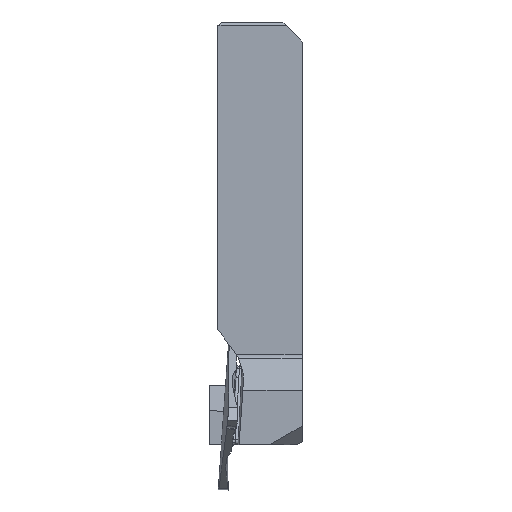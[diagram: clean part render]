
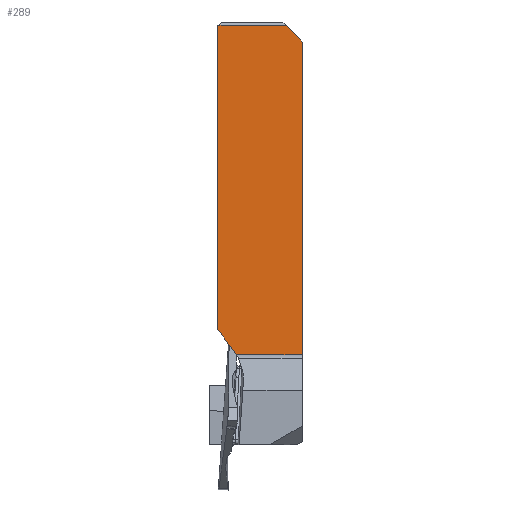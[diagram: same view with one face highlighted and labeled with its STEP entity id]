
A CAD part, front view. The second image highlights one B-rep face of the part: STEP entity #289.
In plain terms, the highlighted planar face has unit normal (0, -1, 0).
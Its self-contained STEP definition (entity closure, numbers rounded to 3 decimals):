
#289=ADVANCED_FACE('',(#490),#421,.T.);
#421=PLANE('',#2528);
#490=FACE_OUTER_BOUND('',#624,.T.);
#624=EDGE_LOOP('',(#859,#860,#861,#862,#863,#864,#865,#866));
#859=ORIENTED_EDGE('',*,*,#1752,.F.);
#860=ORIENTED_EDGE('',*,*,#1753,.F.);
#861=ORIENTED_EDGE('',*,*,#1754,.T.);
#862=ORIENTED_EDGE('',*,*,#1755,.T.);
#863=ORIENTED_EDGE('',*,*,#1756,.F.);
#864=ORIENTED_EDGE('',*,*,#1757,.T.);
#865=ORIENTED_EDGE('',*,*,#1733,.T.);
#866=ORIENTED_EDGE('',*,*,#1758,.T.);
#1513=VERTEX_POINT('',#3425);
#1514=VERTEX_POINT('',#3427);
#1524=VERTEX_POINT('',#3464);
#1525=VERTEX_POINT('',#3465);
#1526=VERTEX_POINT('',#3467);
#1527=VERTEX_POINT('',#3469);
#1528=VERTEX_POINT('',#3471);
#1529=VERTEX_POINT('',#3473);
#1733=EDGE_CURVE('',#1514,#1513,#2076,.T.);
#1752=EDGE_CURVE('',#1524,#1525,#2091,.T.);
#1753=EDGE_CURVE('',#1526,#1524,#2092,.T.);
#1754=EDGE_CURVE('',#1526,#1527,#2093,.T.);
#1755=EDGE_CURVE('',#1527,#1528,#2094,.T.);
#1756=EDGE_CURVE('',#1529,#1528,#2095,.T.);
#1757=EDGE_CURVE('',#1529,#1514,#2096,.T.);
#1758=EDGE_CURVE('',#1513,#1525,#2097,.T.);
#2076=LINE('',#3426,#2267);
#2091=LINE('',#3463,#2282);
#2092=LINE('',#3466,#2283);
#2093=LINE('',#3468,#2284);
#2094=LINE('',#3470,#2285);
#2095=LINE('',#3472,#2286);
#2096=LINE('',#3474,#2287);
#2097=LINE('',#3475,#2288);
#2267=VECTOR('',#2775,1.);
#2282=VECTOR('',#2814,1.);
#2283=VECTOR('',#2815,1.);
#2284=VECTOR('',#2816,1.);
#2285=VECTOR('',#2817,1.);
#2286=VECTOR('',#2818,1.);
#2287=VECTOR('',#2819,1.);
#2288=VECTOR('',#2820,1.);
#2528=AXIS2_PLACEMENT_3D('',#3476,#2821,#2822);
#2775=DIRECTION('',(1.,0.,0.));
#2814=DIRECTION('',(-1.,0.,0.));
#2815=DIRECTION('',(0.,0.,-1.));
#2816=DIRECTION('',(-0.704,0.,0.71));
#2817=DIRECTION('',(-1.,0.,0.));
#2818=DIRECTION('',(0.,0.,1.));
#2819=DIRECTION('',(0.594,0.,-0.804));
#2820=DIRECTION('',(0.,0.,1.));
#2821=DIRECTION('',(0.,-1.,0.));
#2822=DIRECTION('',(0.,0.,1.));
#3425=CARTESIAN_POINT('',(12.575,0.,-49.669));
#3426=CARTESIAN_POINT('',(12.675,0.,-49.669));
#3427=CARTESIAN_POINT('',(2.754,0.,-49.669));
#3463=CARTESIAN_POINT('',(-1.325,0.,-49.));
#3464=CARTESIAN_POINT('',(12.675,0.,-49.));
#3465=CARTESIAN_POINT('',(12.575,0.,-49.));
#3466=CARTESIAN_POINT('',(12.675,0.,0.));
#3467=CARTESIAN_POINT('',(12.675,0.,-3.));
#3468=CARTESIAN_POINT('',(12.675,0.,-3.));
#3469=CARTESIAN_POINT('',(10.197,0.,-0.5));
#3470=CARTESIAN_POINT('',(-1.325,0.,-0.5));
#3471=CARTESIAN_POINT('',(0.,0.,-0.5));
#3472=CARTESIAN_POINT('',(0.,0.,0.));
#3473=CARTESIAN_POINT('',(0.,0.,-45.941));
#3474=CARTESIAN_POINT('',(-22.426,0.,-15.591));
#3475=CARTESIAN_POINT('',(12.575,0.,0.));
#3476=CARTESIAN_POINT('',(-1.325,0.,0.));
